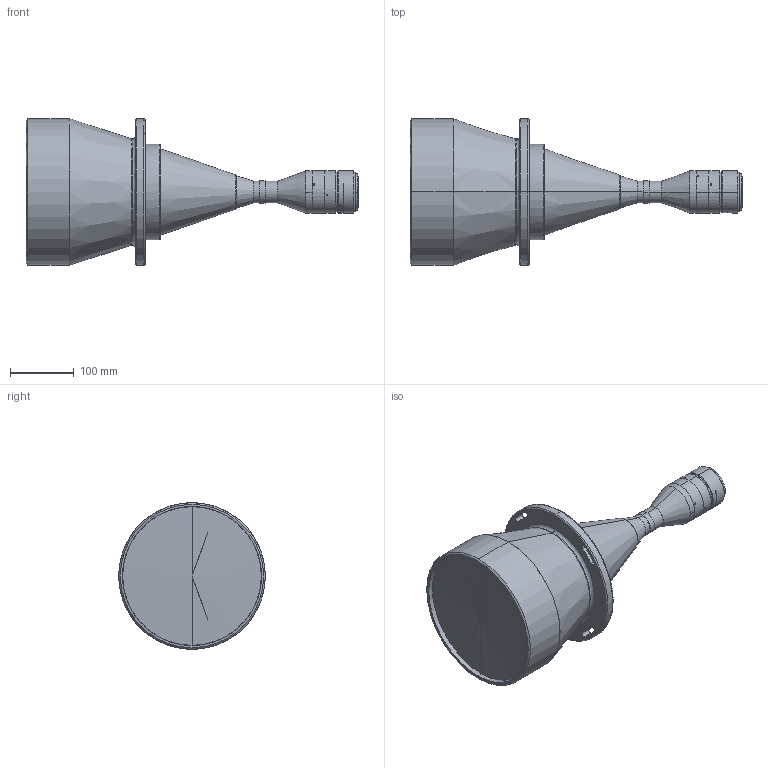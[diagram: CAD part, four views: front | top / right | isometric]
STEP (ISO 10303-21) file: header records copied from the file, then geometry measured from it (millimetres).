
FILE_DESCRIPTION (( 'STEP AP203' ), '1' );
FILE_NAME ('DTCM71M-190H-M58-AL.STEP', '2023-05-05T01:55:51', ( '' ), ( '' ), 'SwSTEP 2.0', 'SolidWorks 2017', '' );
FILE_SCHEMA (( 'CONFIG_CONTROL_DESIGN' ));
Length unit declared in the file: millimetre
Products named in the file (1): DTCM71M-190H-M58-AL
Bounding box: 520.92 x 230 x 230 mm (x, y, z)
Volume: 8072337.6 mm3; surface area: 307027.6 mm2
Topology: 1 solids, 1 shells, 158 faces, 380 edges, 238 vertices
Faces by surface type: cylinder 85, cone 33, plane 24, bspline 16
Entity records: 6050 total; most frequent: CARTESIAN_POINT 2313, DIRECTION 789, ORIENTED_EDGE 752, EDGE_CURVE 376, AXIS2_PLACEMENT_3D 328, VERTEX_POINT 238, EDGE_LOOP 194, CIRCLE 185
